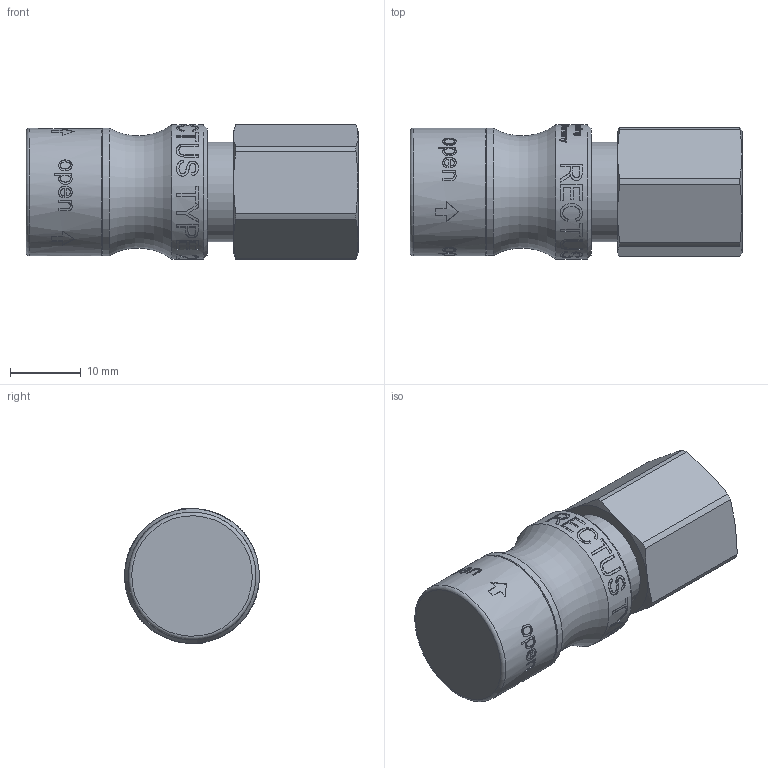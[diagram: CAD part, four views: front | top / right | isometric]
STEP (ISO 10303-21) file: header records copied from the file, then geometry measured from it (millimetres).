
FILE_DESCRIPTION((''),'2;1');
FILE_NAME('204KLIW13MPN.stp','2014-10-10T12:33:07',('SSC01480'),(''),'Autodesk Inventor 2013','Autodesk Inventor 2013','');
FILE_SCHEMA(('AUTOMOTIVE_DESIGN { 1 0 10303 214 1 1 1 1 }'));
Length unit declared in the file: millimetre
Products named in the file (1): D112145
Bounding box: 46.83 x 19 x 19.03 mm (x, y, z)
Volume: 9397.5 mm3; surface area: 5778.3 mm2
Topology: 1 solids, 3 shells, 841 faces, 2206 edges, 1460 vertices
Faces by surface type: plane 355, bspline 350, cylinder 104, cone 27, torus 5
Full cylindrical faces by diameter (mm): 11.445 x1, 14 x1, 14.05 x1, 14.2 x1, 14.6 x1, 14.8 x1, 16.35 x2, 17 x3, 17.2 x1, 18 x2, 19 x1
Entity records: 122612 total; most frequent: CARTESIAN_POINT 104009, ORIENTED_EDGE 4332, DIRECTION 2379, EDGE_CURVE 2166, VERTEX_POINT 1455, B_SPLINE_CURVE_WITH_KNOTS 1012, EDGE_LOOP 969, VECTOR 865
